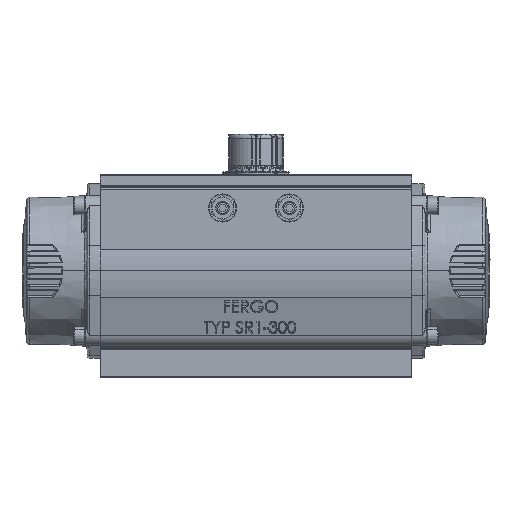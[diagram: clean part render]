
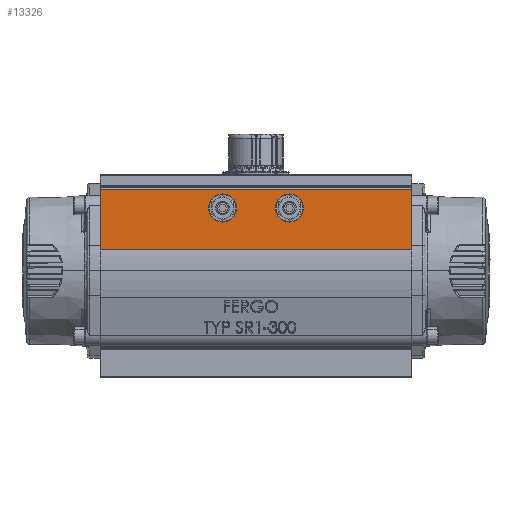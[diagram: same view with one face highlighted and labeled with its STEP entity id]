
A CAD part, top view. The second image highlights one B-rep face of the part: STEP entity #13326.
In plain terms, the highlighted planar face has unit normal (0, 0, 1).
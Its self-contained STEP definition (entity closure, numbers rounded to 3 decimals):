
#100 = VECTOR ( 'NONE', #139634, 1000. ) ;
#1807 = AXIS2_PLACEMENT_3D ( 'NONE', #118114, #82298, #119770 ) ;
#2134 = CARTESIAN_POINT ( 'NONE',  ( 116.623, 3.016, 65. ) ) ;
#3086 = VERTEX_POINT ( 'NONE', #97340 ) ;
#7166 = DIRECTION ( 'NONE',  ( 0., -1., 0. ) ) ;
#9010 = VERTEX_POINT ( 'NONE', #77769 ) ;
#9900 = VERTEX_POINT ( 'NONE', #86756 ) ;
#13326 = ADVANCED_FACE ( 'NONE', ( #102057, #90402, #140383 ), #27889, .T. ) ;
#18373 = CARTESIAN_POINT ( 'NONE',  ( 0.323, 48.5, 65. ) ) ;
#19172 = DIRECTION ( 'NONE',  ( 0., -1., 0. ) ) ;
#19479 = ORIENTED_EDGE ( 'NONE', *, *, #87785, .T. ) ;
#19990 = CARTESIAN_POINT ( 'NONE',  ( -24.677, 34.4, 65. ) ) ;
#20769 = CARTESIAN_POINT ( 'NONE',  ( -115.977, 3.016, 65. ) ) ;
#22221 = VECTOR ( 'NONE', #94201, 1000. ) ;
#22581 = DIRECTION ( 'NONE',  ( -1., 0., 0. ) ) ;
#22787 = AXIS2_PLACEMENT_3D ( 'NONE', #71349, #72172, #7166 ) ;
#23500 = ORIENTED_EDGE ( 'NONE', *, *, #142455, .T. ) ;
#23765 = CARTESIAN_POINT ( 'NONE',  ( -115.977, 48.5, 65. ) ) ;
#24688 = CARTESIAN_POINT ( 'NONE',  ( 116.623, -5.308, 65. ) ) ;
#26239 = DIRECTION ( 'NONE',  ( 0., 0., 1. ) ) ;
#27889 = PLANE ( 'NONE',  #139286 ) ;
#30665 = EDGE_CURVE ( 'NONE', #39060, #114480, #162156, .T. ) ;
#33462 = LINE ( 'NONE', #160935, #112799 ) ;
#33974 = ORIENTED_EDGE ( 'NONE', *, *, #141040, .T. ) ;
#34173 = VECTOR ( 'NONE', #126230, 1000. ) ;
#34672 = VERTEX_POINT ( 'NONE', #35914 ) ;
#34726 = EDGE_CURVE ( 'NONE', #85075, #114480, #33462, .T. ) ;
#35914 = CARTESIAN_POINT ( 'NONE',  ( 116.623, 48.5, 65. ) ) ;
#37013 = CARTESIAN_POINT ( 'NONE',  ( -24.677, 34.4, 65. ) ) ;
#37557 = DIRECTION ( 'NONE',  ( 0., -1., 0. ) ) ;
#37634 = ORIENTED_EDGE ( 'NONE', *, *, #101492, .T. ) ;
#38974 = ORIENTED_EDGE ( 'NONE', *, *, #78099, .T. ) ;
#39060 = VERTEX_POINT ( 'NONE', #23765 ) ;
#39287 = CIRCLE ( 'NONE', #81861, 10.5 ) ;
#48812 = CARTESIAN_POINT ( 'NONE',  ( -115.977, 36.213, 65. ) ) ;
#55943 = EDGE_LOOP ( 'NONE', ( #37634, #69352, #38974 ) ) ;
#62930 = DIRECTION ( 'NONE',  ( 0., 1., 0. ) ) ;
#63245 = CARTESIAN_POINT ( 'NONE',  ( -14.177, 34.4, 65. ) ) ;
#64571 = CARTESIAN_POINT ( 'NONE',  ( 0.323, -12.5, 65. ) ) ;
#64648 = LINE ( 'NONE', #24688, #100 ) ;
#69352 = ORIENTED_EDGE ( 'NONE', *, *, #135806, .T. ) ;
#71349 = CARTESIAN_POINT ( 'NONE',  ( 25.323, 34.4, 65. ) ) ;
#72172 = DIRECTION ( 'NONE',  ( 0., 0., -1. ) ) ;
#74752 = CIRCLE ( 'NONE', #93434, 10.5 ) ;
#75781 = AXIS2_PLACEMENT_3D ( 'NONE', #37013, #161209, #97869 ) ;
#77769 = CARTESIAN_POINT ( 'NONE',  ( 14.823, 34.4, 65. ) ) ;
#78099 = EDGE_CURVE ( 'NONE', #9010, #120712, #139932, .T. ) ;
#81250 = DIRECTION ( 'NONE',  ( 0., 0., -1. ) ) ;
#81861 = AXIS2_PLACEMENT_3D ( 'NONE', #142925, #81250, #132056 ) ;
#82298 = DIRECTION ( 'NONE',  ( 0., 0., -1. ) ) ;
#83309 = DIRECTION ( 'NONE',  ( 0., 0., -1. ) ) ;
#85060 = AXIS2_PLACEMENT_3D ( 'NONE', #90006, #137549, #37557 ) ;
#85075 = VERTEX_POINT ( 'NONE', #2134 ) ;
#86756 = CARTESIAN_POINT ( 'NONE',  ( 25.323, 23.9, 65. ) ) ;
#87785 = EDGE_CURVE ( 'NONE', #91223, #117434, #74752, .T. ) ;
#89592 = ORIENTED_EDGE ( 'NONE', *, *, #34726, .F. ) ;
#90006 = CARTESIAN_POINT ( 'NONE',  ( -24.677, 34.4, 65. ) ) ;
#90402 = FACE_BOUND ( 'NONE', #102744, .T. ) ;
#91223 = VERTEX_POINT ( 'NONE', #63245 ) ;
#93030 = CIRCLE ( 'NONE', #85060, 10.5 ) ;
#93434 = AXIS2_PLACEMENT_3D ( 'NONE', #19990, #83309, #19172 ) ;
#94201 = DIRECTION ( 'NONE',  ( -1., 0., 0. ) ) ;
#97340 = CARTESIAN_POINT ( 'NONE',  ( -35.177, 34.4, 65. ) ) ;
#97869 = DIRECTION ( 'NONE',  ( 0., -1., 0. ) ) ;
#101492 = EDGE_CURVE ( 'NONE', #120712, #9900, #145522, .T. ) ;
#102057 = FACE_OUTER_BOUND ( 'NONE', #107946, .T. ) ;
#102744 = EDGE_LOOP ( 'NONE', ( #19479, #120804, #33974 ) ) ;
#107946 = EDGE_LOOP ( 'NONE', ( #89592, #23500, #161595, #151025 ) ) ;
#112799 = VECTOR ( 'NONE', #22581, 1000. ) ;
#114480 = VERTEX_POINT ( 'NONE', #20769 ) ;
#117434 = VERTEX_POINT ( 'NONE', #125506 ) ;
#117915 = EDGE_CURVE ( 'NONE', #117434, #3086, #152988, .T. ) ;
#118114 = CARTESIAN_POINT ( 'NONE',  ( 25.323, 34.4, 65. ) ) ;
#119770 = DIRECTION ( 'NONE',  ( 0., -1., 0. ) ) ;
#120712 = VERTEX_POINT ( 'NONE', #151855 ) ;
#120804 = ORIENTED_EDGE ( 'NONE', *, *, #117915, .T. ) ;
#125506 = CARTESIAN_POINT ( 'NONE',  ( -24.677, 23.9, 65. ) ) ;
#126230 = DIRECTION ( 'NONE',  ( 0., -1., 0. ) ) ;
#132056 = DIRECTION ( 'NONE',  ( 0., -1., 0. ) ) ;
#135806 = EDGE_CURVE ( 'NONE', #9900, #9010, #39287, .T. ) ;
#137549 = DIRECTION ( 'NONE',  ( 0., 0., -1. ) ) ;
#139286 = AXIS2_PLACEMENT_3D ( 'NONE', #64571, #26239, #62930 ) ;
#139634 = DIRECTION ( 'NONE',  ( 0., 1., 0. ) ) ;
#139932 = CIRCLE ( 'NONE', #22787, 10.5 ) ;
#140383 = FACE_BOUND ( 'NONE', #55943, .T. ) ;
#141040 = EDGE_CURVE ( 'NONE', #3086, #91223, #93030, .T. ) ;
#142455 = EDGE_CURVE ( 'NONE', #85075, #34672, #64648, .T. ) ;
#142925 = CARTESIAN_POINT ( 'NONE',  ( 25.323, 34.4, 65. ) ) ;
#144205 = LINE ( 'NONE', #18373, #22221 ) ;
#145522 = CIRCLE ( 'NONE', #1807, 10.5 ) ;
#151025 = ORIENTED_EDGE ( 'NONE', *, *, #30665, .T. ) ;
#151855 = CARTESIAN_POINT ( 'NONE',  ( 35.823, 34.4, 65. ) ) ;
#152988 = CIRCLE ( 'NONE', #75781, 10.5 ) ;
#160429 = EDGE_CURVE ( 'NONE', #34672, #39060, #144205, .T. ) ;
#160935 = CARTESIAN_POINT ( 'NONE',  ( 0.323, 3.016, 65. ) ) ;
#161209 = DIRECTION ( 'NONE',  ( 0., 0., -1. ) ) ;
#161595 = ORIENTED_EDGE ( 'NONE', *, *, #160429, .T. ) ;
#162156 = LINE ( 'NONE', #48812, #34173 ) ;
